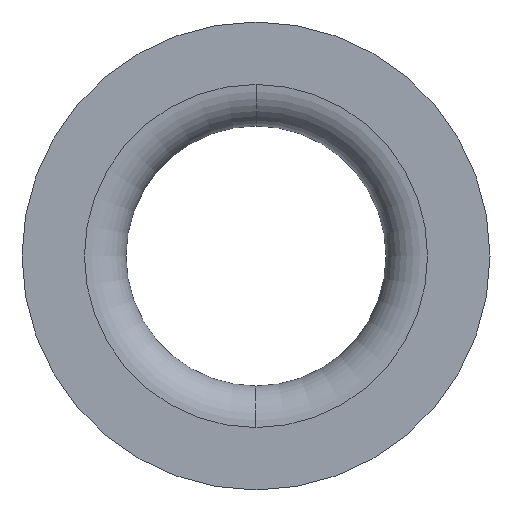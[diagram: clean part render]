
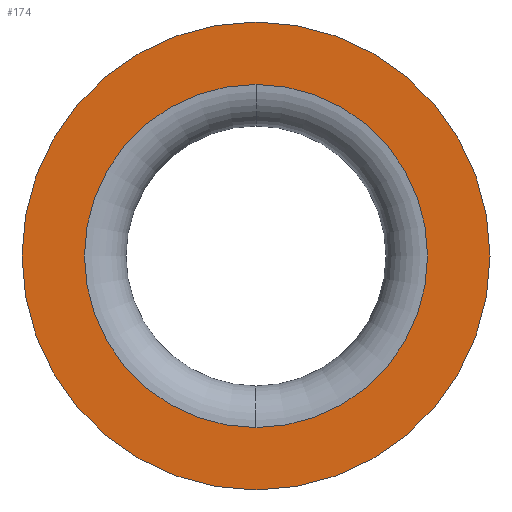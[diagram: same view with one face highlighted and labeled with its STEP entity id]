
A CAD part, left-side view. The second image highlights one B-rep face of the part: STEP entity #174.
In plain terms, the highlighted planar face has unit normal (-1, 0, 0).
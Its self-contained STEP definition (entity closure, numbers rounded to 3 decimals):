
#1 = EDGE_CURVE ( 'NONE', #322, #146, #381, .T. ) ;
#20 = VERTEX_POINT ( 'NONE', #171 ) ;
#25 = ORIENTED_EDGE ( 'NONE', *, *, #344, .F. ) ;
#35 = AXIS2_PLACEMENT_3D ( 'NONE', #241, #359, #333 ) ;
#41 = EDGE_LOOP ( 'NONE', ( #25, #159 ) ) ;
#51 = DIRECTION ( 'NONE',  ( 0., 0., 1. ) ) ;
#52 = CARTESIAN_POINT ( 'NONE',  ( 0., 0., -45. ) ) ;
#62 = EDGE_LOOP ( 'NONE', ( #131, #277 ) ) ;
#77 = DIRECTION ( 'NONE',  ( -1., 0., 0. ) ) ;
#82 = VERTEX_POINT ( 'NONE', #52 ) ;
#100 = DIRECTION ( 'NONE',  ( -1., 0., 0. ) ) ;
#123 = CARTESIAN_POINT ( 'NONE',  ( 0., 0., 33. ) ) ;
#124 = CIRCLE ( 'NONE', #382, 45. ) ;
#126 = CARTESIAN_POINT ( 'NONE',  ( 0., 0., -33. ) ) ;
#131 = ORIENTED_EDGE ( 'NONE', *, *, #315, .T. ) ;
#138 = CIRCLE ( 'NONE', #139, 45. ) ;
#139 = AXIS2_PLACEMENT_3D ( 'NONE', #248, #100, #217 ) ;
#146 = VERTEX_POINT ( 'NONE', #123 ) ;
#152 = DIRECTION ( 'NONE',  ( 0., 0., -1. ) ) ;
#159 = ORIENTED_EDGE ( 'NONE', *, *, #1, .F. ) ;
#171 = CARTESIAN_POINT ( 'NONE',  ( 0., 0., 45. ) ) ;
#174 = ADVANCED_FACE ( 'NONE', ( #240, #300 ), #209, .F. ) ;
#178 = CIRCLE ( 'NONE', #35, 33. ) ;
#179 = DIRECTION ( 'NONE',  ( 1., 0., 0. ) ) ;
#191 = DIRECTION ( 'NONE',  ( -1., 0., 0. ) ) ;
#206 = CARTESIAN_POINT ( 'NONE',  ( 0., 33., 0. ) ) ;
#209 = PLANE ( 'NONE',  #220 ) ;
#217 = DIRECTION ( 'NONE',  ( 0., 0., 1. ) ) ;
#220 = AXIS2_PLACEMENT_3D ( 'NONE', #206, #179, #152 ) ;
#234 = EDGE_CURVE ( 'NONE', #82, #20, #138, .T. ) ;
#240 = FACE_BOUND ( 'NONE', #41, .T. ) ;
#241 = CARTESIAN_POINT ( 'NONE',  ( 0., 0., 0. ) ) ;
#242 = DIRECTION ( 'NONE',  ( 0., 0., 1. ) ) ;
#248 = CARTESIAN_POINT ( 'NONE',  ( 0., 0., 0. ) ) ;
#277 = ORIENTED_EDGE ( 'NONE', *, *, #234, .T. ) ;
#280 = AXIS2_PLACEMENT_3D ( 'NONE', #347, #77, #51 ) ;
#300 = FACE_OUTER_BOUND ( 'NONE', #62, .T. ) ;
#313 = CARTESIAN_POINT ( 'NONE',  ( 0., 0., 0. ) ) ;
#315 = EDGE_CURVE ( 'NONE', #20, #82, #124, .T. ) ;
#322 = VERTEX_POINT ( 'NONE', #126 ) ;
#333 = DIRECTION ( 'NONE',  ( 0., 0., 1. ) ) ;
#344 = EDGE_CURVE ( 'NONE', #146, #322, #178, .T. ) ;
#347 = CARTESIAN_POINT ( 'NONE',  ( 0., 0., 0. ) ) ;
#359 = DIRECTION ( 'NONE',  ( -1., 0., 0. ) ) ;
#381 = CIRCLE ( 'NONE', #280, 33. ) ;
#382 = AXIS2_PLACEMENT_3D ( 'NONE', #313, #191, #242 ) ;
